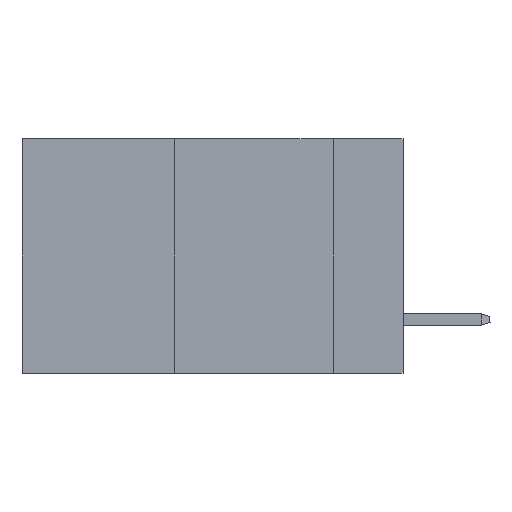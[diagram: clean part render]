
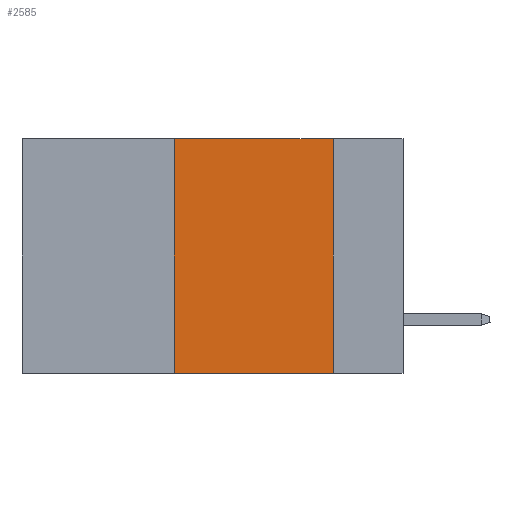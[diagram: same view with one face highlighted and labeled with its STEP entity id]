
A CAD part, left-side view. The second image highlights one B-rep face of the part: STEP entity #2585.
In plain terms, the highlighted planar face has unit normal (-1, 0, 0).
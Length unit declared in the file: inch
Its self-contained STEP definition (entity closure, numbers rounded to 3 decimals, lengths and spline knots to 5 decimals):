
#426 = CARTESIAN_POINT ( 'NONE',  ( 0., 0.6, -0.37 ) ) ;
#1158 = PLANE ( 'NONE',  #17312 ) ;
#1517 = DIRECTION ( 'NONE',  ( 0., 0., -1. ) ) ;
#1867 = VECTOR ( 'NONE', #7997, 39.37008 ) ;
#2345 = VERTEX_POINT ( 'NONE', #17248 ) ;
#2585 = ADVANCED_FACE ( 'NONE', ( #17725 ), #1158, .F. ) ;
#3306 = VERTEX_POINT ( 'NONE', #11711 ) ;
#3561 = DIRECTION ( 'NONE',  ( 0., 0., 1. ) ) ;
#3658 = ORIENTED_EDGE ( 'NONE', *, *, #16664, .F. ) ;
#4153 = VECTOR ( 'NONE', #3561, 39.37008 ) ;
#4248 = EDGE_LOOP ( 'NONE', ( #3658, #18708, #6451, #10445 ) ) ;
#4350 = EDGE_CURVE ( 'NONE', #3306, #6257, #9498, .T. ) ;
#4778 = CARTESIAN_POINT ( 'NONE',  ( 0., 0.11, 0. ) ) ;
#5593 = DIRECTION ( 'NONE',  ( 0., 0., -1. ) ) ;
#6233 = LINE ( 'NONE', #426, #1867 ) ;
#6257 = VERTEX_POINT ( 'NONE', #8187 ) ;
#6451 = ORIENTED_EDGE ( 'NONE', *, *, #4350, .F. ) ;
#6585 = DIRECTION ( 'NONE',  ( 0., -1., 0. ) ) ;
#7997 = DIRECTION ( 'NONE',  ( 0., -1., 0. ) ) ;
#8187 = CARTESIAN_POINT ( 'NONE',  ( 0., 0.36, 0. ) ) ;
#9498 = LINE ( 'NONE', #15490, #4153 ) ;
#10445 = ORIENTED_EDGE ( 'NONE', *, *, #18187, .T. ) ;
#10839 = CARTESIAN_POINT ( 'NONE',  ( 0., 0.11, 0. ) ) ;
#11304 = VERTEX_POINT ( 'NONE', #10839 ) ;
#11616 = DIRECTION ( 'NONE',  ( 1., 0., 0. ) ) ;
#11711 = CARTESIAN_POINT ( 'NONE',  ( 0., 0.36, -0.37 ) ) ;
#12686 = CARTESIAN_POINT ( 'NONE',  ( 0., 0.6, 0. ) ) ;
#13533 = VECTOR ( 'NONE', #6585, 39.37008 ) ;
#14515 = EDGE_CURVE ( 'NONE', #6257, #11304, #18711, .T. ) ;
#15490 = CARTESIAN_POINT ( 'NONE',  ( 0., 0.36, 0. ) ) ;
#16613 = LINE ( 'NONE', #4778, #18866 ) ;
#16664 = EDGE_CURVE ( 'NONE', #11304, #2345, #16613, .T. ) ;
#17248 = CARTESIAN_POINT ( 'NONE',  ( 0., 0.11, -0.37 ) ) ;
#17312 = AXIS2_PLACEMENT_3D ( 'NONE', #19090, #11616, #5593 ) ;
#17725 = FACE_OUTER_BOUND ( 'NONE', #4248, .T. ) ;
#18187 = EDGE_CURVE ( 'NONE', #3306, #2345, #6233, .T. ) ;
#18708 = ORIENTED_EDGE ( 'NONE', *, *, #14515, .F. ) ;
#18711 = LINE ( 'NONE', #12686, #13533 ) ;
#18866 = VECTOR ( 'NONE', #1517, 39.37008 ) ;
#19090 = CARTESIAN_POINT ( 'NONE',  ( 0., 0.6, 0. ) ) ;
